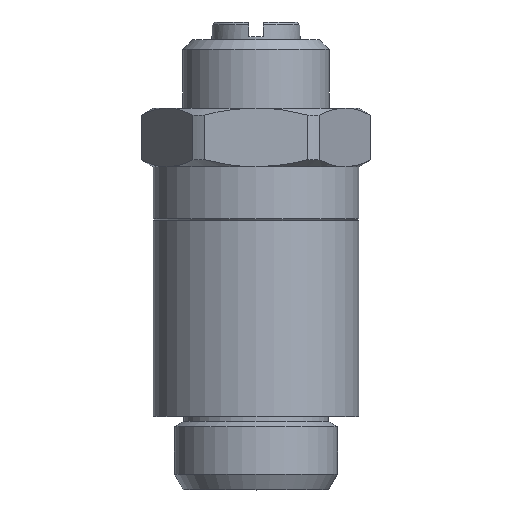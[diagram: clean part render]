
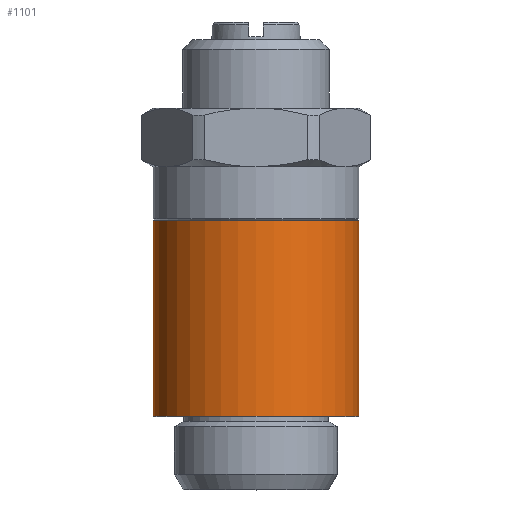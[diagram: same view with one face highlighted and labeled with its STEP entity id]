
A CAD part, top view. The second image highlights one B-rep face of the part: STEP entity #1101.
In plain terms, the highlighted cylindrical face has radius 10.5 mm (diameter 21 mm), a full revolution.
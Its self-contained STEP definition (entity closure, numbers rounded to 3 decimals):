
#20=B_SPLINE_CURVE_WITH_KNOTS('',3,(#2034,#2035,#2036,#2037,#2038,#2039,
#2040,#2041,#2042,#2043,#2044,#2045,#2046,#2047,#2048,#2049,#2050,#2051),
 .UNSPECIFIED.,.F.,.F.,(4,2,2,2,2,2,2,2,4),(0.,0.192,0.384,
0.576,0.767,0.959,1.15,1.342,
1.534),.UNSPECIFIED.);
#21=B_SPLINE_CURVE_WITH_KNOTS('',3,(#2052,#2053,#2054,#2055,#2056,#2057,
#2058,#2059,#2060,#2061,#2062,#2063,#2064,#2065,#2066,#2067,#2068,#2069),
 .UNSPECIFIED.,.F.,.F.,(4,2,2,2,2,2,2,2,4),(1.534,1.726,
1.918,2.11,2.301,2.493,2.685,
2.877,3.069),.UNSPECIFIED.);
#33=FACE_BOUND('',#290,.T.);
#222=FACE_OUTER_BOUND('',#289,.T.);
#289=EDGE_LOOP('',(#973,#974,#975,#976));
#290=EDGE_LOOP('',(#977,#978));
#341=LINE('',#2030,#382);
#382=VECTOR('',#1609,10.5);
#452=CIRCLE('',#1308,10.5);
#453=CIRCLE('',#1309,10.5);
#552=VERTEX_POINT('',#2027);
#553=VERTEX_POINT('',#2029);
#554=VERTEX_POINT('',#2032);
#555=VERTEX_POINT('',#2033);
#698=EDGE_CURVE('',#552,#552,#452,.T.);
#699=EDGE_CURVE('',#552,#553,#341,.T.);
#700=EDGE_CURVE('',#553,#553,#453,.T.);
#701=EDGE_CURVE('',#554,#555,#20,.T.);
#702=EDGE_CURVE('',#555,#554,#21,.T.);
#973=ORIENTED_EDGE('',*,*,#698,.T.);
#974=ORIENTED_EDGE('',*,*,#699,.T.);
#975=ORIENTED_EDGE('',*,*,#700,.T.);
#976=ORIENTED_EDGE('',*,*,#699,.F.);
#977=ORIENTED_EDGE('',*,*,#701,.F.);
#978=ORIENTED_EDGE('',*,*,#702,.F.);
#1046=CYLINDRICAL_SURFACE('',#1307,10.5);
#1101=ADVANCED_FACE('',(#222,#33),#1046,.T.);
#1307=AXIS2_PLACEMENT_3D('',#2026,#1605,#1606);
#1308=AXIS2_PLACEMENT_3D('',#2028,#1607,#1608);
#1309=AXIS2_PLACEMENT_3D('',#2031,#1610,#1611);
#1605=DIRECTION('center_axis',(0.,0.,1.));
#1606=DIRECTION('ref_axis',(-1.,0.,0.));
#1607=DIRECTION('center_axis',(0.,0.,-1.));
#1608=DIRECTION('ref_axis',(-1.,0.,0.));
#1609=DIRECTION('',(0.,0.,-1.));
#1610=DIRECTION('center_axis',(0.,0.,1.));
#1611=DIRECTION('ref_axis',(-1.,0.,0.));
#2026=CARTESIAN_POINT('Origin',(0.,0.,0.));
#2027=CARTESIAN_POINT('',(10.5,0.,10.));
#2028=CARTESIAN_POINT('Origin',(0.,0.,10.));
#2029=CARTESIAN_POINT('',(10.5,0.,-10.));
#2030=CARTESIAN_POINT('',(10.5,0.,0.));
#2031=CARTESIAN_POINT('Origin',(0.,0.,-10.));
#2032=CARTESIAN_POINT('',(-5.,9.233,0.));
#2033=CARTESIAN_POINT('',(5.,9.233,0.));
#2034=CARTESIAN_POINT('Ctrl Pts',(-5.,9.233,0.));
#2035=CARTESIAN_POINT('Ctrl Pts',(-5.,9.233,0.64));
#2036=CARTESIAN_POINT('Ctrl Pts',(-4.87,9.307,1.314));
#2037=CARTESIAN_POINT('Ctrl Pts',(-4.357,9.558,2.542));
#2038=CARTESIAN_POINT('Ctrl Pts',(-3.974,9.73,3.097));
#2039=CARTESIAN_POINT('Ctrl Pts',(-3.098,10.043,3.973));
#2040=CARTESIAN_POINT('Ctrl Pts',(-2.542,10.207,4.357));
#2041=CARTESIAN_POINT('Ctrl Pts',(-1.313,10.436,4.87));
#2042=CARTESIAN_POINT('Ctrl Pts',(-0.639,10.5,5.));
#2043=CARTESIAN_POINT('Ctrl Pts',(0.639,10.5,5.));
#2044=CARTESIAN_POINT('Ctrl Pts',(1.313,10.436,4.87));
#2045=CARTESIAN_POINT('Ctrl Pts',(2.542,10.207,4.357));
#2046=CARTESIAN_POINT('Ctrl Pts',(3.098,10.043,3.973));
#2047=CARTESIAN_POINT('Ctrl Pts',(3.974,9.73,3.097));
#2048=CARTESIAN_POINT('Ctrl Pts',(4.357,9.558,2.542));
#2049=CARTESIAN_POINT('Ctrl Pts',(4.87,9.307,1.314));
#2050=CARTESIAN_POINT('Ctrl Pts',(5.,9.233,0.64));
#2051=CARTESIAN_POINT('Ctrl Pts',(5.,9.233,0.));
#2052=CARTESIAN_POINT('Ctrl Pts',(5.,9.233,0.));
#2053=CARTESIAN_POINT('Ctrl Pts',(5.,9.233,-0.64));
#2054=CARTESIAN_POINT('Ctrl Pts',(4.87,9.307,-1.314));
#2055=CARTESIAN_POINT('Ctrl Pts',(4.357,9.558,-2.542));
#2056=CARTESIAN_POINT('Ctrl Pts',(3.974,9.73,-3.097));
#2057=CARTESIAN_POINT('Ctrl Pts',(3.098,10.043,-3.973));
#2058=CARTESIAN_POINT('Ctrl Pts',(2.542,10.207,-4.357));
#2059=CARTESIAN_POINT('Ctrl Pts',(1.313,10.436,-4.87));
#2060=CARTESIAN_POINT('Ctrl Pts',(0.639,10.5,-5.));
#2061=CARTESIAN_POINT('Ctrl Pts',(-0.639,10.5,-5.));
#2062=CARTESIAN_POINT('Ctrl Pts',(-1.313,10.436,-4.87));
#2063=CARTESIAN_POINT('Ctrl Pts',(-2.542,10.207,-4.357));
#2064=CARTESIAN_POINT('Ctrl Pts',(-3.098,10.043,-3.973));
#2065=CARTESIAN_POINT('Ctrl Pts',(-3.974,9.73,-3.097));
#2066=CARTESIAN_POINT('Ctrl Pts',(-4.357,9.558,-2.542));
#2067=CARTESIAN_POINT('Ctrl Pts',(-4.87,9.307,-1.314));
#2068=CARTESIAN_POINT('Ctrl Pts',(-5.,9.233,-0.64));
#2069=CARTESIAN_POINT('Ctrl Pts',(-5.,9.233,0.));
